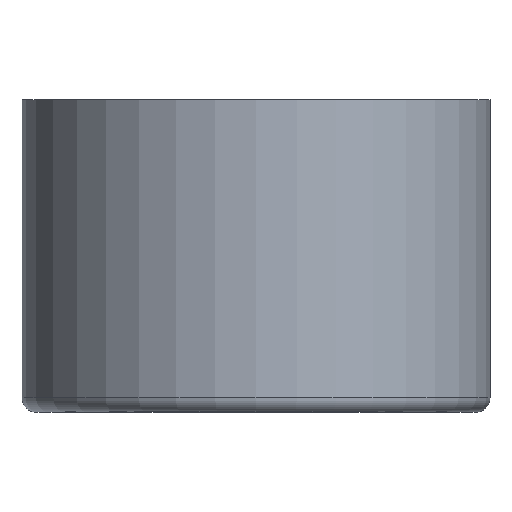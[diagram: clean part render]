
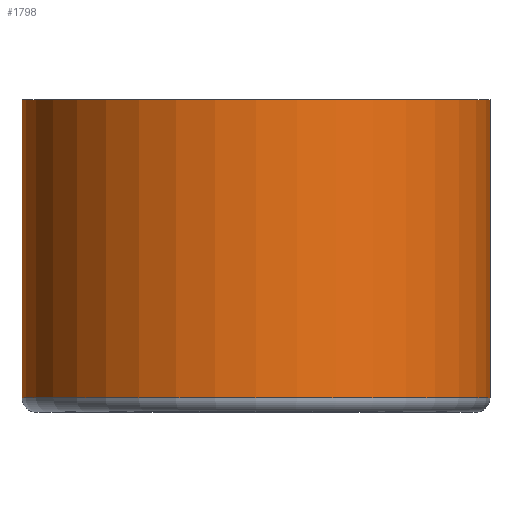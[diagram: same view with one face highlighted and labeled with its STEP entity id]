
A CAD part, front view. The second image highlights one B-rep face of the part: STEP entity #1798.
In plain terms, the highlighted cylindrical face has radius 4.75 mm (diameter 9.5 mm), a full revolution.
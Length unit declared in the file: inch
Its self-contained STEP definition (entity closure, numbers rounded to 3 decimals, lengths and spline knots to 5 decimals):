
#1752=CARTESIAN_POINT('',(0.18701,0.,0.125));
#1753=VERTEX_POINT('',#1752);
#1754=CARTESIAN_POINT('',(0.0,0.0,0.125));
#1755=DIRECTION('',(0.0,0.0,-1.0));
#1756=DIRECTION('',(-1.0,0.0,0.0));
#1757=AXIS2_PLACEMENT_3D('',#1754,#1755,#1756);
#1758=CIRCLE('',#1757,0.18701);
#1759=EDGE_CURVE('',#1753,#1753,#1758,.T.);
#1772=CARTESIAN_POINT('',(0.18701,0.0,-0.11319));
#1773=VERTEX_POINT('',#1772);
#1774=CARTESIAN_POINT('',(0.0,0.0,-0.11319));
#1775=DIRECTION('',(0.0,0.0,-1.0));
#1776=DIRECTION('',(-1.0,0.0,0.0));
#1777=AXIS2_PLACEMENT_3D('',#1774,#1775,#1776);
#1778=CIRCLE('',#1777,0.18701);
#1779=EDGE_CURVE('',#1773,#1773,#1778,.T.);
#1787=CARTESIAN_POINT('',(0.0,0.0,-0.1251));
#1788=DIRECTION('',(0.0,0.0,1.0));
#1789=DIRECTION('',(1.0,0.0,0.0));
#1790=AXIS2_PLACEMENT_3D('',#1787,#1788,#1789);
#1791=CYLINDRICAL_SURFACE('',#1790,0.18701);
#1792=ORIENTED_EDGE('',*,*,#1759,.T.);
#1793=EDGE_LOOP('',(#1792));
#1794=FACE_OUTER_BOUND('',#1793,.T.);
#1795=ORIENTED_EDGE('',*,*,#1779,.F.);
#1796=EDGE_LOOP('',(#1795));
#1797=FACE_BOUND('',#1796,.T.);
#1798=ADVANCED_FACE('',(#1794,#1797),#1791,.T.);
